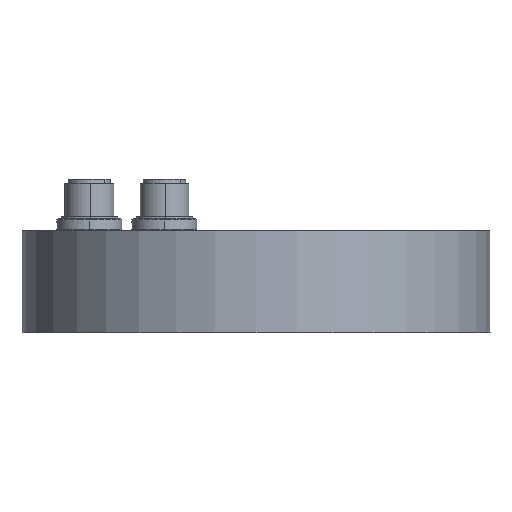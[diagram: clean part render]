
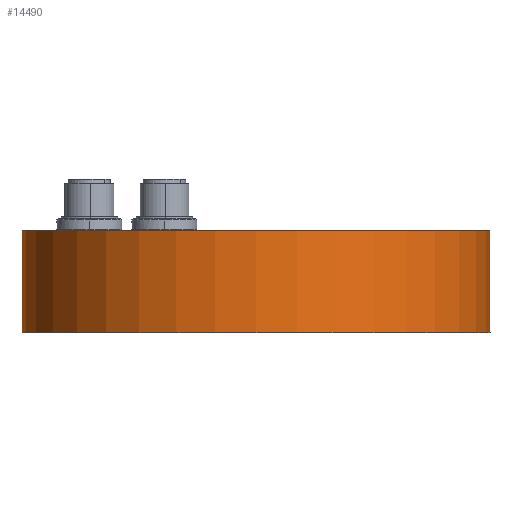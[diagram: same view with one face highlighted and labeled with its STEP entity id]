
A CAD part, front view. The second image highlights one B-rep face of the part: STEP entity #14490.
In plain terms, the highlighted cylindrical face has radius 57.5 mm (diameter 115 mm), a partial arc.
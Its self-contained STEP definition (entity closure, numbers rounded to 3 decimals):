
#1001=FACE_OUTER_BOUND('',#1684,.T.);
#1684=EDGE_LOOP('',(#11485,#11486,#11487,#11488));
#2521=CIRCLE('',#16587,57.5);
#2522=CIRCLE('',#16588,57.5);
#3901=LINE('',#23990,#4889);
#3902=LINE('',#23994,#4890);
#4889=VECTOR('',#18745,10.);
#4890=VECTOR('',#18748,10.);
#5937=VERTEX_POINT('',#23988);
#5938=VERTEX_POINT('',#23989);
#5939=VERTEX_POINT('',#23991);
#5940=VERTEX_POINT('',#23993);
#8711=EDGE_CURVE('',#5937,#5938,#3901,.T.);
#8712=EDGE_CURVE('',#5938,#5939,#2521,.T.);
#8713=EDGE_CURVE('',#5939,#5940,#3902,.T.);
#8714=EDGE_CURVE('',#5940,#5937,#2522,.T.);
#11485=ORIENTED_EDGE('',*,*,#8711,.T.);
#11486=ORIENTED_EDGE('',*,*,#8712,.T.);
#11487=ORIENTED_EDGE('',*,*,#8713,.T.);
#11488=ORIENTED_EDGE('',*,*,#8714,.T.);
#14143=CYLINDRICAL_SURFACE('',#16586,57.5);
#14490=ADVANCED_FACE('',(#1001),#14143,.T.);
#16586=AXIS2_PLACEMENT_3D('',#23987,#18743,#18744);
#16587=AXIS2_PLACEMENT_3D('',#23992,#18746,#18747);
#16588=AXIS2_PLACEMENT_3D('',#23995,#18749,#18750);
#18743=DIRECTION('center_axis',(0.,0.,-1.));
#18744=DIRECTION('ref_axis',(0.,-1.,0.));
#18745=DIRECTION('',(0.,0.,1.));
#18746=DIRECTION('center_axis',(0.,0.,-1.));
#18747=DIRECTION('ref_axis',(-1.,0.,0.));
#18748=DIRECTION('',(0.,0.,-1.));
#18749=DIRECTION('center_axis',(0.,0.,1.));
#18750=DIRECTION('ref_axis',(1.,0.,0.));
#23987=CARTESIAN_POINT('Origin',(206.208,109.47,46.25));
#23988=CARTESIAN_POINT('',(263.708,109.47,47.5));
#23989=CARTESIAN_POINT('',(263.708,109.47,72.5));
#23990=CARTESIAN_POINT('',(263.708,109.47,47.5));
#23991=CARTESIAN_POINT('',(148.708,109.47,72.5));
#23992=CARTESIAN_POINT('Origin',(206.208,109.47,72.5));
#23993=CARTESIAN_POINT('',(148.708,109.47,47.5));
#23994=CARTESIAN_POINT('',(148.708,109.47,72.5));
#23995=CARTESIAN_POINT('Origin',(206.208,109.47,47.5));
